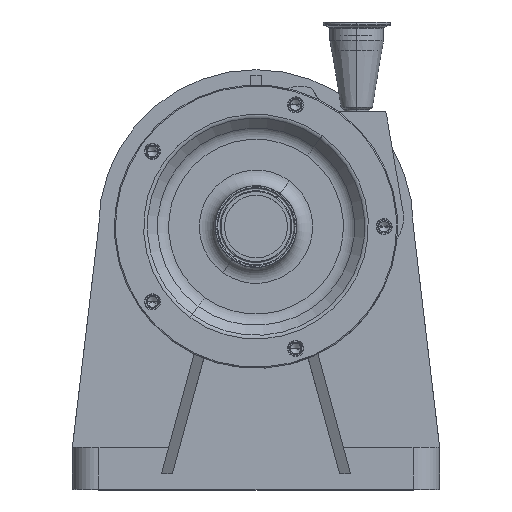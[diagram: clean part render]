
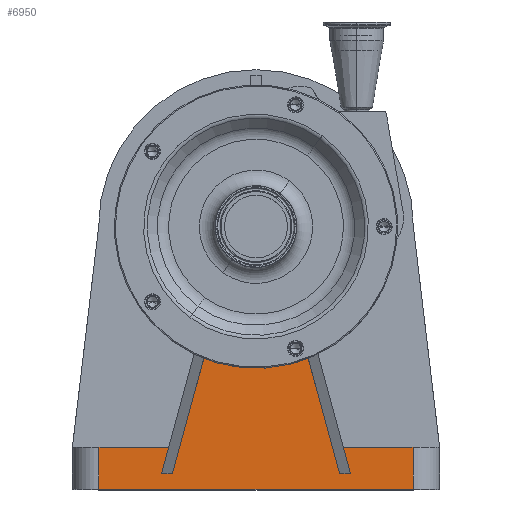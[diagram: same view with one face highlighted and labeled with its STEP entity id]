
A CAD part, top view. The second image highlights one B-rep face of the part: STEP entity #6950.
In plain terms, the highlighted planar face has unit normal (0, 0, 1).
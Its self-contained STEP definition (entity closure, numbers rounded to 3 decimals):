
#260 = EDGE_CURVE ( 'NONE', #9305, #4133, #2583, .T. ) ;
#279 = VERTEX_POINT ( 'NONE', #7359 ) ;
#591 = CARTESIAN_POINT ( 'NONE',  ( 0., 15., -80. ) ) ;
#770 = DIRECTION ( 'NONE',  ( -0.262, -0.965, 0. ) ) ;
#785 = AXIS2_PLACEMENT_3D ( 'NONE', #9706, #3235, #6511 ) ;
#936 = VECTOR ( 'NONE', #10048, 1000. ) ;
#1032 = CARTESIAN_POINT ( 'NONE',  ( 149.6, 40., -80. ) ) ;
#1043 = VECTOR ( 'NONE', #3521, 1000. ) ;
#1052 = DIRECTION ( 'NONE',  ( -0.262, 0.965, 0. ) ) ;
#1112 = LINE ( 'NONE', #4343, #5211 ) ;
#1249 = VERTEX_POINT ( 'NONE', #3777 ) ;
#1367 = VERTEX_POINT ( 'NONE', #7226 ) ;
#1500 = CARTESIAN_POINT ( 'NONE',  ( -90., 15., -80. ) ) ;
#1539 = VERTEX_POINT ( 'NONE', #3504 ) ;
#1572 = PLANE ( 'NONE',  #3636 ) ;
#1709 = ORIENTED_EDGE ( 'NONE', *, *, #260, .T. ) ;
#1876 = VERTEX_POINT ( 'NONE', #8888 ) ;
#1886 = CARTESIAN_POINT ( 'NONE',  ( -83.204, 40., -80. ) ) ;
#1929 = CARTESIAN_POINT ( 'NONE',  ( 87.773, 23.194, -80. ) ) ;
#2057 = ORIENTED_EDGE ( 'NONE', *, *, #5709, .T. ) ;
#2071 = CARTESIAN_POINT ( 'NONE',  ( -67.186, 98.928, -80. ) ) ;
#2075 = EDGE_CURVE ( 'NONE', #1249, #3374, #2263, .T. ) ;
#2191 = ORIENTED_EDGE ( 'NONE', *, *, #2584, .T. ) ;
#2263 = LINE ( 'NONE', #4665, #5376 ) ;
#2418 = DIRECTION ( 'NONE',  ( 0., 0., -1. ) ) ;
#2583 = LINE ( 'NONE', #6554, #8137 ) ;
#2584 = EDGE_CURVE ( 'NONE', #7505, #9078, #3293, .T. ) ;
#2633 = CARTESIAN_POINT ( 'NONE',  ( -40.6, 158.613, -80. ) ) ;
#2916 = DIRECTION ( 'NONE',  ( 0.262, 0.965, 0. ) ) ;
#3146 = VECTOR ( 'NONE', #8185, 1000. ) ;
#3235 = DIRECTION ( 'NONE',  ( 0., 0., -1. ) ) ;
#3293 = LINE ( 'NONE', #8074, #6235 ) ;
#3374 = VERTEX_POINT ( 'NONE', #9339 ) ;
#3387 = EDGE_LOOP ( 'NONE', ( #2191, #6014, #4487, #10052, #6960, #8726, #9271, #10259, #2057, #7722, #1709, #6091 ) ) ;
#3434 = VECTOR ( 'NONE', #2916, 1000. ) ;
#3455 = EDGE_CURVE ( 'NONE', #9305, #1539, #5806, .T. ) ;
#3504 = CARTESIAN_POINT ( 'NONE',  ( 90., 15., -80. ) ) ;
#3521 = DIRECTION ( 'NONE',  ( 0.262, -0.965, 0. ) ) ;
#3636 = AXIS2_PLACEMENT_3D ( 'NONE', #4834, #2418, #5681 ) ;
#3765 = LINE ( 'NONE', #1929, #1043 ) ;
#3777 = CARTESIAN_POINT ( 'NONE',  ( -149.6, 40., -80. ) ) ;
#3957 = EDGE_CURVE ( 'NONE', #4133, #7505, #6563, .T. ) ;
#4040 = VERTEX_POINT ( 'NONE', #1886 ) ;
#4133 = VERTEX_POINT ( 'NONE', #8215 ) ;
#4156 = EDGE_CURVE ( 'NONE', #279, #9078, #8803, .T. ) ;
#4264 = DIRECTION ( 'NONE',  ( 1., 0., 0. ) ) ;
#4281 = CARTESIAN_POINT ( 'NONE',  ( -79.637, 15., -80. ) ) ;
#4343 = CARTESIAN_POINT ( 'NONE',  ( 149.6, 0., -80. ) ) ;
#4379 = EDGE_CURVE ( 'NONE', #1249, #4040, #6886, .T. ) ;
#4487 = ORIENTED_EDGE ( 'NONE', *, *, #8333, .T. ) ;
#4665 = CARTESIAN_POINT ( 'NONE',  ( -149.6, 40., -80. ) ) ;
#4747 = DIRECTION ( 'NONE',  ( 1., 0., 0. ) ) ;
#4834 = CARTESIAN_POINT ( 'NONE',  ( 149.6, 40., -80. ) ) ;
#5211 = VECTOR ( 'NONE', #7621, 1000. ) ;
#5282 = CARTESIAN_POINT ( 'NONE',  ( 149.6, 0., -80. ) ) ;
#5376 = VECTOR ( 'NONE', #7890, 1000. ) ;
#5681 = DIRECTION ( 'NONE',  ( -1., 0., 0. ) ) ;
#5709 = EDGE_CURVE ( 'NONE', #1367, #1539, #3765, .T. ) ;
#5728 = VECTOR ( 'NONE', #10241, 1000. ) ;
#5806 = LINE ( 'NONE', #591, #3146 ) ;
#5817 = LINE ( 'NONE', #1032, #9466 ) ;
#6014 = ORIENTED_EDGE ( 'NONE', *, *, #4156, .F. ) ;
#6091 = ORIENTED_EDGE ( 'NONE', *, *, #3957, .T. ) ;
#6235 = VECTOR ( 'NONE', #770, 1000. ) ;
#6448 = EDGE_CURVE ( 'NONE', #1367, #1876, #5817, .T. ) ;
#6511 = DIRECTION ( 'NONE',  ( -1., 0., 0. ) ) ;
#6554 = CARTESIAN_POINT ( 'NONE',  ( 80.35, 12.377, -80. ) ) ;
#6563 = CIRCLE ( 'NONE', #785, 100. ) ;
#6804 = LINE ( 'NONE', #6969, #936 ) ;
#6886 = LINE ( 'NONE', #9385, #5728 ) ;
#6950 = ADVANCED_FACE ( 'NONE', ( #9684 ), #1572, .F. ) ;
#6960 = ORIENTED_EDGE ( 'NONE', *, *, #2075, .T. ) ;
#6969 = CARTESIAN_POINT ( 'NONE',  ( 149.6, 40., -80. ) ) ;
#7138 = EDGE_CURVE ( 'NONE', #1876, #10432, #6804, .T. ) ;
#7226 = CARTESIAN_POINT ( 'NONE',  ( 83.204, 40., -80. ) ) ;
#7359 = CARTESIAN_POINT ( 'NONE',  ( -90., 15., -80. ) ) ;
#7505 = VERTEX_POINT ( 'NONE', #2633 ) ;
#7523 = CARTESIAN_POINT ( 'NONE',  ( 79.637, 15., -80. ) ) ;
#7621 = DIRECTION ( 'NONE',  ( 1., 0., 0. ) ) ;
#7722 = ORIENTED_EDGE ( 'NONE', *, *, #3455, .F. ) ;
#7850 = LINE ( 'NONE', #2071, #3434 ) ;
#7890 = DIRECTION ( 'NONE',  ( 0., -1., 0. ) ) ;
#8074 = CARTESIAN_POINT ( 'NONE',  ( -40.6, 158.613, -80. ) ) ;
#8137 = VECTOR ( 'NONE', #1052, 1000. ) ;
#8185 = DIRECTION ( 'NONE',  ( 1., 0., 0. ) ) ;
#8215 = CARTESIAN_POINT ( 'NONE',  ( 40.6, 158.613, -80. ) ) ;
#8333 = EDGE_CURVE ( 'NONE', #279, #4040, #7850, .T. ) ;
#8726 = ORIENTED_EDGE ( 'NONE', *, *, #9670, .T. ) ;
#8803 = LINE ( 'NONE', #1500, #9308 ) ;
#8888 = CARTESIAN_POINT ( 'NONE',  ( 149.6, 40., -80. ) ) ;
#9078 = VERTEX_POINT ( 'NONE', #4281 ) ;
#9271 = ORIENTED_EDGE ( 'NONE', *, *, #7138, .F. ) ;
#9305 = VERTEX_POINT ( 'NONE', #7523 ) ;
#9308 = VECTOR ( 'NONE', #4747, 1000. ) ;
#9339 = CARTESIAN_POINT ( 'NONE',  ( -149.6, 0., -80. ) ) ;
#9385 = CARTESIAN_POINT ( 'NONE',  ( 149.6, 40., -80. ) ) ;
#9466 = VECTOR ( 'NONE', #4264, 1000. ) ;
#9670 = EDGE_CURVE ( 'NONE', #3374, #10432, #1112, .T. ) ;
#9684 = FACE_OUTER_BOUND ( 'NONE', #3387, .T. ) ;
#9706 = CARTESIAN_POINT ( 'NONE',  ( 0., 250., -80. ) ) ;
#10048 = DIRECTION ( 'NONE',  ( 0., -1., 0. ) ) ;
#10052 = ORIENTED_EDGE ( 'NONE', *, *, #4379, .F. ) ;
#10241 = DIRECTION ( 'NONE',  ( 1., 0., 0. ) ) ;
#10259 = ORIENTED_EDGE ( 'NONE', *, *, #6448, .F. ) ;
#10432 = VERTEX_POINT ( 'NONE', #5282 ) ;
